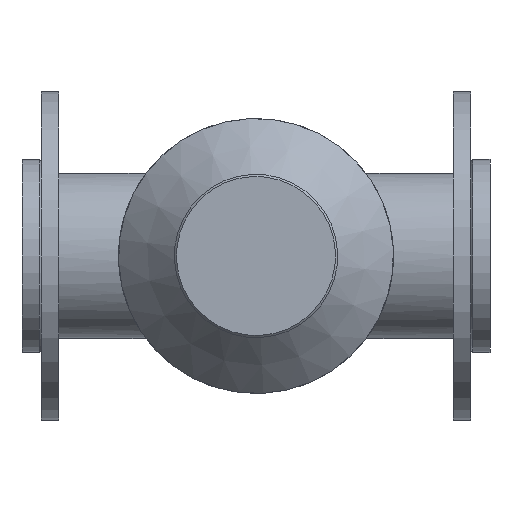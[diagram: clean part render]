
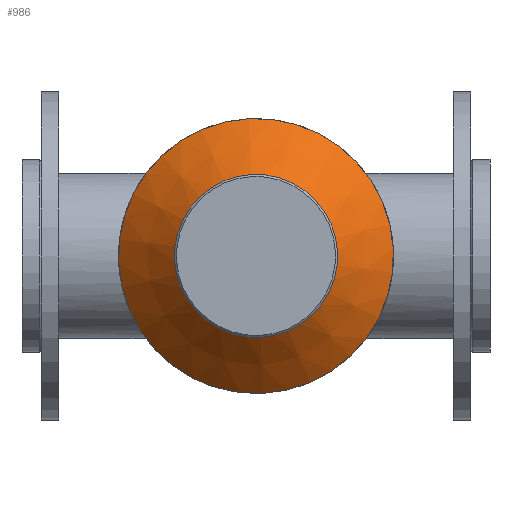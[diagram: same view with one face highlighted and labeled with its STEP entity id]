
A CAD part, front view. The second image highlights one B-rep face of the part: STEP entity #986.
In plain terms, the highlighted conical face has half-angle 45 degrees and reference radius 38 mm.
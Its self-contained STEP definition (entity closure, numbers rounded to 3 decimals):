
#300 = FACE_BOUND ( 'NONE', #3033, .T. ) ;
#394 = CARTESIAN_POINT ( 'NONE',  ( -22.915, -13.663, 0. ) ) ;
#619 = CARTESIAN_POINT ( 'NONE',  ( 15.085, -13.663, 0. ) ) ;
#728 = EDGE_CURVE ( 'NONE', #2349, #2349, #3712, .T. ) ;
#986 = ADVANCED_FACE ( 'NONE', ( #2339, #300 ), #3910, .T. ) ;
#1103 = AXIS2_PLACEMENT_3D ( 'NONE', #4588, #5717, #4697 ) ;
#1424 = DIRECTION ( 'NONE',  ( -1., 0., 0. ) ) ;
#1785 = AXIS2_PLACEMENT_3D ( 'NONE', #5187, #1896, #1424 ) ;
#1896 = DIRECTION ( 'NONE',  ( 0., 1., 0. ) ) ;
#2073 = DIRECTION ( 'NONE',  ( -1., 0., 0. ) ) ;
#2339 = FACE_OUTER_BOUND ( 'NONE', #5049, .T. ) ;
#2349 = VERTEX_POINT ( 'NONE', #394 ) ;
#2470 = CARTESIAN_POINT ( 'NONE',  ( -48.915, -39.663, 0. ) ) ;
#3033 = EDGE_LOOP ( 'NONE', ( #3913 ) ) ;
#3049 = EDGE_CURVE ( 'NONE', #5301, #5301, #4954, .T. ) ;
#3712 = CIRCLE ( 'NONE', #6087, 38. ) ;
#3910 = CONICAL_SURFACE ( 'NONE', #1103, 38., 0.785 ) ;
#3913 = ORIENTED_EDGE ( 'NONE', *, *, #728, .F. ) ;
#4588 = CARTESIAN_POINT ( 'NONE',  ( 15.085, -13.663, 0. ) ) ;
#4697 = DIRECTION ( 'NONE',  ( 1., 0., 0. ) ) ;
#4954 = CIRCLE ( 'NONE', #1785, 64. ) ;
#5049 = EDGE_LOOP ( 'NONE', ( #5834 ) ) ;
#5187 = CARTESIAN_POINT ( 'NONE',  ( 15.085, -39.663, 0. ) ) ;
#5301 = VERTEX_POINT ( 'NONE', #2470 ) ;
#5717 = DIRECTION ( 'NONE',  ( 0., -1., 0. ) ) ;
#5834 = ORIENTED_EDGE ( 'NONE', *, *, #3049, .T. ) ;
#5893 = DIRECTION ( 'NONE',  ( 0., 1., 0. ) ) ;
#6087 = AXIS2_PLACEMENT_3D ( 'NONE', #619, #5893, #2073 ) ;
